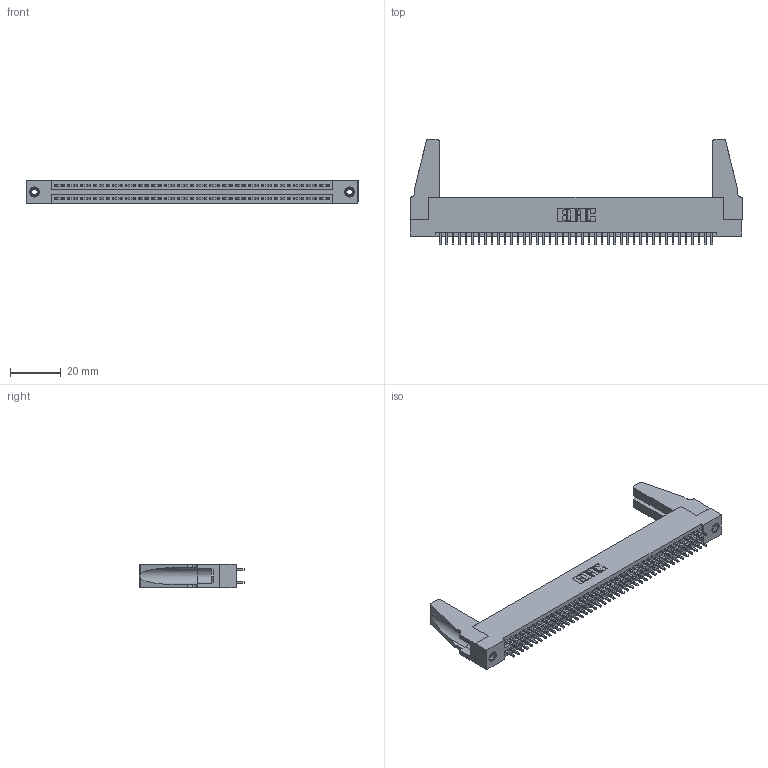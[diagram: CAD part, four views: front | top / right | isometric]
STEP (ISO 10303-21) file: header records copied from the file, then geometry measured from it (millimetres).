
FILE_DESCRIPTION (( 'STEP AP203' ), '1' );
FILE_NAME ('395-086-521-288.STEP', '2019-10-25T11:03:55', ( '' ), ( '' ), 'SwSTEP 2.0', 'SolidWorks 2016', '' );
FILE_SCHEMA (( 'CONFIG_CONTROL_DESIGN' ));
Length unit declared in the file: inch
Products named in the file (5): 345-220-078_345-220-088; 395-086-521-288; 345 Part_Flush Mounting Lugs - 0.156 Dia-TH; 345-292-001_345-293-121; 345-250-001_345-250-001-102
Assembly tree (91 placements, depth 2):
  395-086-521-288
    345 Part_Flush Mounting Lugs - 0.156 Dia-TH
    345-292-001_345-293-121  x86
    345-250-001_345-250-001-102  x2
    345-220-078_345-220-088  x2
Bounding box: 130.45 x 41.58 x 9.4 mm (x, y, z)
Volume: 15899.1 mm3; surface area: 21606.9 mm2
Topology: 91 solids, 91 shells, 4550 faces, 13469 edges, 8854 vertices
Faces by surface type: plane 2990, cylinder 1544, cone 12, torus 4
Entity records: 35770 total; most frequent: CARTESIAN_POINT 5990, ORIENTED_EDGE 5884, DIRECTION 5286, EDGE_CURVE 2942, LINE 2596, VECTOR 2596, VERTEX_POINT 1954, AXIS2_PLACEMENT_3D 1345
